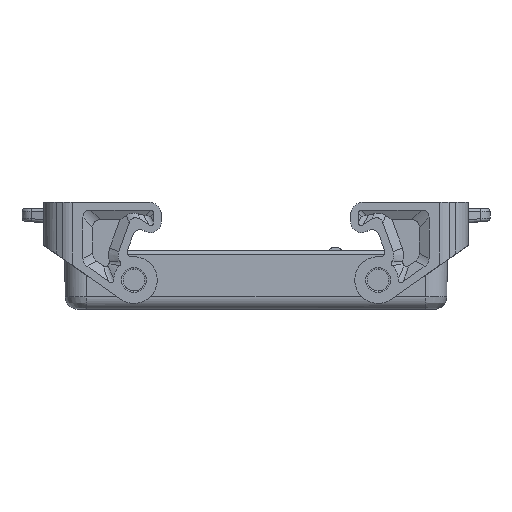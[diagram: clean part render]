
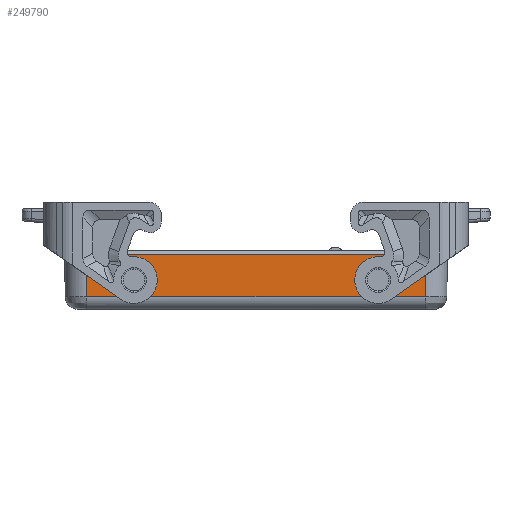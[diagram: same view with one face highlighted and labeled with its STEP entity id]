
A CAD part, front view. The second image highlights one B-rep face of the part: STEP entity #249790.
In plain terms, the highlighted face is planar.
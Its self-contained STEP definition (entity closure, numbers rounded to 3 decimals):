
#1020=CARTESIAN_POINT('',(-1.053,110.29,
0.));
#1030=VERTEX_POINT('',#1020);
#2510=CARTESIAN_POINT('',(-1.053,1.289,0.));
#2520=VERTEX_POINT('',#2510);
#2550=CARTESIAN_POINT('',(-1.053,-5.711,0.));
#2560=DIRECTION('',(0.,1.,0.));
#2570=VECTOR('',#2560,1.);
#2580=LINE('',#2550,#2570);
#2590=EDGE_CURVE('',#2520,#1030,#2580,.T.);
#19720=CARTESIAN_POINT('',(-0.956,96.614,
-11.226));
#19730=VERTEX_POINT('',#19720);
#19910=CARTESIAN_POINT('',(-0.983,91.539,
-8.1));
#19920=VERTEX_POINT('',#19910);
#19950=CARTESIAN_POINT('',(-0.983,95.039,
-8.1));
#19960=DIRECTION('',(1.,0.,0.009));
#19970=DIRECTION('',(0.009,0.,
-1.));
#19980=AXIS2_PLACEMENT_3D('',#19950,#19960,#19970);
#19990=ELLIPSE('',#19980,3.5,3.5);
#20000=EDGE_CURVE('',#19920,#19730,#19990,.T.);
#30870=CARTESIAN_POINT('',(-1.01,96.614,
-4.974));
#30880=VERTEX_POINT('',#30870);
#31130=CARTESIAN_POINT('',(-0.998,97.439,
-6.314));
#31140=VERTEX_POINT('',#31130);
#31170=CARTESIAN_POINT('',(-0.998,95.939,
-6.314));
#31180=DIRECTION('',(1.,0.,0.009));
#31190=DIRECTION('',(0.009,0.,
-1.));
#31200=AXIS2_PLACEMENT_3D('',#31170,#31180,#31190);
#31210=ELLIPSE('',#31200,1.5,1.5);
#31220=EDGE_CURVE('',#31140,#30880,#31210,.T.);
#32490=CARTESIAN_POINT('',(-0.935,110.172,
-13.535));
#32500=VERTEX_POINT('',#32490);
#35540=CARTESIAN_POINT('',(-1.053,110.289,
-0.061));
#35550=DIRECTION('',(-0.009,0.009,
1.));
#35560=VECTOR('',#35550,1.);
#35570=LINE('',#35540,#35560);
#35580=EDGE_CURVE('',#32500,#1030,#35570,.T.);
#44930=CARTESIAN_POINT('',(-0.967,97.439,
-9.886));
#44940=VERTEX_POINT('',#44930);
#45140=CARTESIAN_POINT('',(-0.967,95.939,
-9.886));
#45150=DIRECTION('',(1.,0.,0.009));
#45160=DIRECTION('',(0.009,0.,
-1.));
#45170=AXIS2_PLACEMENT_3D('',#45140,#45150,#45160);
#45180=ELLIPSE('',#45170,1.5,1.5);
#45190=EDGE_CURVE('',#19730,#44940,#45180,.T.);
#75680=CARTESIAN_POINT('',(-1.053,97.439,0.));
#75690=DIRECTION('',(-0.009,0.,1.));
#75700=VECTOR('',#75690,1.);
#75710=LINE('',#75680,#75700);
#75720=EDGE_CURVE('',#44940,#31140,#75710,.T.);
#181040=EDGE_CURVE('',#30880,#19920,#19990,.T.);
#189960=CARTESIAN_POINT('',(-0.935,0.,-13.535));
#189970=DIRECTION('',(0.,1.,0.));
#189980=VECTOR('',#189970,1.);
#189990=LINE('',#189960,#189980);
#190000=CARTESIAN_POINT('',(-0.935,1.407,
-13.535));
#190010=VERTEX_POINT('',#190000);
#190020=EDGE_CURVE('',#190010,#32500,#189990,.T.);
#205530=CARTESIAN_POINT('',(-1.01,14.964,
-4.974));
#205540=VERTEX_POINT('',#205530);
#205720=CARTESIAN_POINT('',(-0.983,20.039,
-8.1));
#205730=VERTEX_POINT('',#205720);
#205760=CARTESIAN_POINT('',(-0.983,16.539,
-8.1));
#205770=DIRECTION('',(1.,0.,0.009));
#205780=DIRECTION('',(0.009,0.,
-1.));
#205790=AXIS2_PLACEMENT_3D('',#205760,#205770,#205780);
#205800=ELLIPSE('',#205790,3.5,3.5);
#205810=EDGE_CURVE('',#205730,#205540,#205800,.T.);
#206660=CARTESIAN_POINT('',(-1.053,14.139,0.));
#206670=DIRECTION('',(0.009,0.,-1.));
#206680=VECTOR('',#206670,1.);
#206690=LINE('',#206660,#206680);
#206700=CARTESIAN_POINT('',(-0.998,14.139,
-6.314));
#206710=VERTEX_POINT('',#206700);
#206720=CARTESIAN_POINT('',(-0.967,14.139,
-9.886));
#206730=VERTEX_POINT('',#206720);
#206740=EDGE_CURVE('',#206710,#206730,#206690,.T.);
#209650=CARTESIAN_POINT('',(-0.998,15.639,
-6.314));
#209660=DIRECTION('',(1.,0.,0.009));
#209670=DIRECTION('',(0.009,0.,
-1.));
#209680=AXIS2_PLACEMENT_3D('',#209650,#209660,#209670);
#209690=ELLIPSE('',#209680,1.5,1.5);
#209700=EDGE_CURVE('',#205540,#206710,#209690,.T.);
#229090=CARTESIAN_POINT('',(-1.053,1.29,
-0.061));
#229100=DIRECTION('',(-0.009,-0.009,
1.));
#229110=VECTOR('',#229100,1.);
#229120=LINE('',#229090,#229110);
#229130=EDGE_CURVE('',#190010,#2520,#229120,.T.);
#249450=CARTESIAN_POINT('',(-1.053,0.,0.));
#249460=DIRECTION('',(1.,0.,0.009));
#249470=DIRECTION('',(0.,-1.,0.));
#249480=AXIS2_PLACEMENT_3D('',#249450,#249460,#249470);
#249490=PLANE('',#249480);
#249500=ORIENTED_EDGE('',*,*,#45190,.T.);
#249510=ORIENTED_EDGE('',*,*,#20000,.T.);
#249520=ORIENTED_EDGE('',*,*,#181040,.T.);
#249530=ORIENTED_EDGE('',*,*,#31220,.T.);
#249540=ORIENTED_EDGE('',*,*,#75720,.T.);
#249550=EDGE_LOOP('',(#249540,#249530,#249520,#249510,#249500));
#249560=FACE_BOUND('',#249550,.T.);
#249570=ORIENTED_EDGE('',*,*,#209700,.T.);
#249580=ORIENTED_EDGE('',*,*,#205810,.T.);
#249590=CARTESIAN_POINT('',(-0.956,14.964,
-11.226));
#249600=VERTEX_POINT('',#249590);
#249610=EDGE_CURVE('',#249600,#205730,#205800,.T.);
#249620=ORIENTED_EDGE('',*,*,#249610,.T.);
#249630=CARTESIAN_POINT('',(-0.967,15.639,
-9.886));
#249640=DIRECTION('',(1.,0.,0.009));
#249650=DIRECTION('',(0.009,0.,
-1.));
#249660=AXIS2_PLACEMENT_3D('',#249630,#249640,#249650);
#249670=ELLIPSE('',#249660,1.5,1.5);
#249680=EDGE_CURVE('',#206730,#249600,#249670,.T.);
#249690=ORIENTED_EDGE('',*,*,#249680,.T.);
#249700=ORIENTED_EDGE('',*,*,#206740,.T.);
#249710=EDGE_LOOP('',(#249700,#249690,#249620,#249580,#249570));
#249720=FACE_BOUND('',#249710,.T.);
#249730=ORIENTED_EDGE('',*,*,#229130,.T.);
#249740=ORIENTED_EDGE('',*,*,#190020,.F.);
#249750=ORIENTED_EDGE('',*,*,#35580,.F.);
#249760=ORIENTED_EDGE('',*,*,#2590,.T.);
#249770=EDGE_LOOP('',(#249760,#249750,#249740,#249730));
#249780=FACE_OUTER_BOUND('',#249770,.T.);
#249790=ADVANCED_FACE('',(#249560,#249720,#249780),#249490,.F.);
